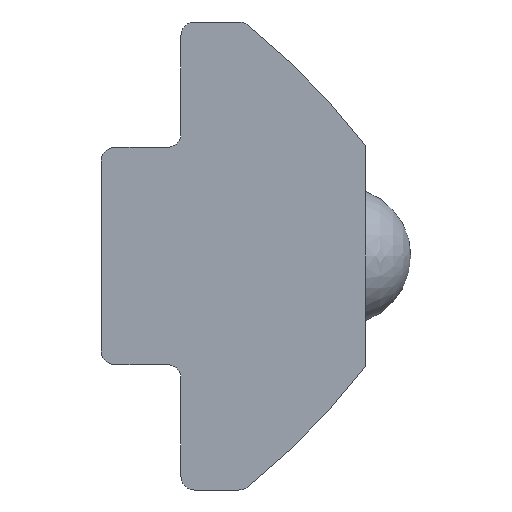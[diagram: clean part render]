
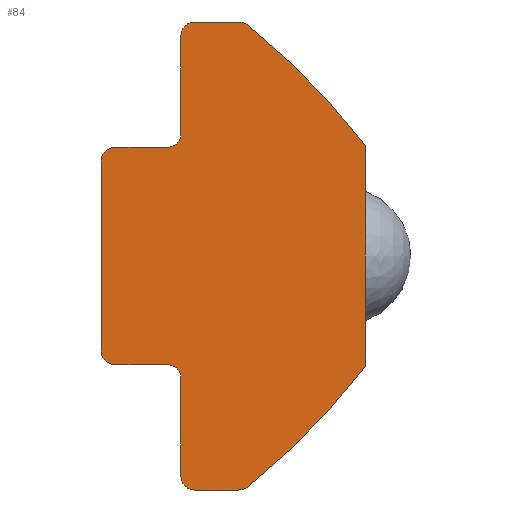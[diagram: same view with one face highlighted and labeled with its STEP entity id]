
A CAD part, left-side view. The second image highlights one B-rep face of the part: STEP entity #84.
In plain terms, the highlighted planar face has unit normal (-1, 0, 0).
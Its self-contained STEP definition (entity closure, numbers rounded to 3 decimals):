
#84 = ADVANCED_FACE( '', ( #173 ), #174, .F. );
#173 = FACE_OUTER_BOUND( '', #259, .T. );
#174 = PLANE( '', #260 );
#259 = EDGE_LOOP( '', ( #420, #421, #422, #423, #424, #425, #426, #427, #428, #429, #430, #431, #432, #433, #434, #435, #436, #437 ) );
#260 = AXIS2_PLACEMENT_3D( '', #438, #439, #440 );
#420 = ORIENTED_EDGE( '', *, *, #547, .F. );
#421 = ORIENTED_EDGE( '', *, *, #510, .F. );
#422 = ORIENTED_EDGE( '', *, *, #563, .T. );
#423 = ORIENTED_EDGE( '', *, *, #555, .F. );
#424 = ORIENTED_EDGE( '', *, *, #533, .F. );
#425 = ORIENTED_EDGE( '', *, *, #526, .F. );
#426 = ORIENTED_EDGE( '', *, *, #500, .F. );
#427 = ORIENTED_EDGE( '', *, *, #530, .F. );
#428 = ORIENTED_EDGE( '', *, *, #505, .T. );
#429 = ORIENTED_EDGE( '', *, *, #539, .F. );
#430 = ORIENTED_EDGE( '', *, *, #515, .F. );
#431 = ORIENTED_EDGE( '', *, *, #551, .F. );
#432 = ORIENTED_EDGE( '', *, *, #559, .F. );
#433 = ORIENTED_EDGE( '', *, *, #566, .F. );
#434 = ORIENTED_EDGE( '', *, *, #542, .F. );
#435 = ORIENTED_EDGE( '', *, *, #567, .F. );
#436 = ORIENTED_EDGE( '', *, *, #520, .F. );
#437 = ORIENTED_EDGE( '', *, *, #568, .F. );
#438 = CARTESIAN_POINT( '', ( 0., 6.2, 8. ) );
#439 = DIRECTION( '', ( 1., 0., 0. ) );
#440 = DIRECTION( '', ( 0., 0., -1. ) );
#500 = EDGE_CURVE( '', #586, #587, #588, .T. );
#505 = EDGE_CURVE( '', #595, #596, #597, .T. );
#510 = EDGE_CURVE( '', #604, #605, #606, .T. );
#515 = EDGE_CURVE( '', #613, #614, #615, .T. );
#520 = EDGE_CURVE( '', #622, #623, #624, .T. );
#526 = EDGE_CURVE( '', #587, #633, #634, .T. );
#530 = EDGE_CURVE( '', #595, #586, #639, .T. );
#533 = EDGE_CURVE( '', #633, #642, #643, .T. );
#539 = EDGE_CURVE( '', #614, #596, #651, .T. );
#542 = EDGE_CURVE( '', #654, #655, #656, .T. );
#547 = EDGE_CURVE( '', #605, #663, #664, .T. );
#551 = EDGE_CURVE( '', #669, #613, #670, .T. );
#555 = EDGE_CURVE( '', #642, #675, #676, .T. );
#559 = EDGE_CURVE( '', #681, #669, #682, .T. );
#563 = EDGE_CURVE( '', #604, #675, #687, .T. );
#566 = EDGE_CURVE( '', #655, #681, #690, .T. );
#567 = EDGE_CURVE( '', #623, #654, #691, .T. );
#568 = EDGE_CURVE( '', #663, #622, #692, .T. );
#586 = VERTEX_POINT( '', #710 );
#587 = VERTEX_POINT( '', #711 );
#588 = CIRCLE( '', #712, 0.5 );
#595 = VERTEX_POINT( '', #721 );
#596 = VERTEX_POINT( '', #722 );
#597 = CIRCLE( '', #723, 0.5 );
#604 = VERTEX_POINT( '', #732 );
#605 = VERTEX_POINT( '', #733 );
#606 = LINE( '', #734, #735 );
#613 = VERTEX_POINT( '', #745 );
#614 = VERTEX_POINT( '', #746 );
#615 = CIRCLE( '', #747, 0.5 );
#622 = VERTEX_POINT( '', #756 );
#623 = VERTEX_POINT( '', #757 );
#624 = CIRCLE( '', #758, 0.5 );
#633 = VERTEX_POINT( '', #769 );
#634 = LINE( '', #770, #771 );
#639 = LINE( '', #778, #779 );
#642 = VERTEX_POINT( '', #783 );
#643 = CIRCLE( '', #784, 0.5 );
#651 = LINE( '', #793, #794 );
#654 = VERTEX_POINT( '', #798 );
#655 = VERTEX_POINT( '', #799 );
#656 = LINE( '', #800, #801 );
#663 = VERTEX_POINT( '', #811 );
#664 = CIRCLE( '', #812, 0.5 );
#669 = VERTEX_POINT( '', #818 );
#670 = LINE( '', #819, #820 );
#675 = VERTEX_POINT( '', #827 );
#676 = LINE( '', #828, #829 );
#681 = VERTEX_POINT( '', #836 );
#682 = CIRCLE( '', #837, 0.5 );
#687 = CIRCLE( '', #843, 0.5 );
#690 = CIRCLE( '', #846, 24.5 );
#691 = CIRCLE( '', #847, 24.5 );
#692 = LINE( '', #848, #849 );
#710 = CARTESIAN_POINT( '', ( 0., 9.1, -3.95 ) );
#711 = CARTESIAN_POINT( '', ( 0., 9.6, -3.45 ) );
#712 = AXIS2_PLACEMENT_3D( '', #868, #869, #870 );
#721 = CARTESIAN_POINT( '', ( 0., 7.2, -3.95 ) );
#722 = CARTESIAN_POINT( '', ( 0., 6.7, -4.45 ) );
#723 = AXIS2_PLACEMENT_3D( '', #876, #877, #878 );
#732 = CARTESIAN_POINT( '', ( 0., 6.7, 4.45 ) );
#733 = CARTESIAN_POINT( '', ( 0., 6.7, 8. ) );
#734 = CARTESIAN_POINT( '', ( 0., 6.7, 4.45 ) );
#735 = VECTOR( '', #884, 1000. );
#745 = CARTESIAN_POINT( '', ( 0., 6.2, -8.5 ) );
#746 = CARTESIAN_POINT( '', ( 0., 6.7, -8. ) );
#747 = AXIS2_PLACEMENT_3D( '', #888, #889, #890 );
#756 = CARTESIAN_POINT( '', ( 0., 4.6, 8.5 ) );
#757 = CARTESIAN_POINT( '', ( 0., 4.3, 8.4 ) );
#758 = AXIS2_PLACEMENT_3D( '', #896, #897, #898 );
#769 = CARTESIAN_POINT( '', ( 0., 9.6, 3.45 ) );
#770 = CARTESIAN_POINT( '', ( 0., 9.6, -3.45 ) );
#771 = VECTOR( '', #907, 1000. );
#778 = CARTESIAN_POINT( '', ( 0., 7.2, -3.95 ) );
#779 = VECTOR( '', #910, 1000. );
#783 = CARTESIAN_POINT( '', ( 0., 9.1, 3.95 ) );
#784 = AXIS2_PLACEMENT_3D( '', #912, #913, #914 );
#793 = CARTESIAN_POINT( '', ( 0., 6.7, -8. ) );
#794 = VECTOR( '', #922, 1000. );
#798 = CARTESIAN_POINT( '', ( 0., 0., 4. ) );
#799 = CARTESIAN_POINT( '', ( 0., 0., -4. ) );
#800 = CARTESIAN_POINT( '', ( 0., 0., 4. ) );
#801 = VECTOR( '', #924, 1000. );
#811 = CARTESIAN_POINT( '', ( 0., 6.2, 8.5 ) );
#812 = AXIS2_PLACEMENT_3D( '', #928, #929, #930 );
#818 = CARTESIAN_POINT( '', ( 0., 4.6, -8.5 ) );
#819 = CARTESIAN_POINT( '', ( 0., 4.6, -8.5 ) );
#820 = VECTOR( '', #935, 1000. );
#827 = CARTESIAN_POINT( '', ( 0., 7.2, 3.95 ) );
#828 = CARTESIAN_POINT( '', ( 0., 9.1, 3.95 ) );
#829 = VECTOR( '', #938, 1000. );
#836 = CARTESIAN_POINT( '', ( 0., 4.3, -8.4 ) );
#837 = AXIS2_PLACEMENT_3D( '', #941, #942, #943 );
#843 = AXIS2_PLACEMENT_3D( '', #948, #949, #950 );
#846 = AXIS2_PLACEMENT_3D( '', #954, #955, #956 );
#847 = AXIS2_PLACEMENT_3D( '', #957, #958, #959 );
#848 = CARTESIAN_POINT( '', ( 0., 6.2, 8.5 ) );
#849 = VECTOR( '', #960, 1000. );
#868 = CARTESIAN_POINT( '', ( 0., 9.1, -3.45 ) );
#869 = DIRECTION( '', ( 1., 0., 0. ) );
#870 = DIRECTION( '', ( 0., 0., -1. ) );
#876 = CARTESIAN_POINT( '', ( 0., 7.2, -4.45 ) );
#877 = DIRECTION( '', ( 1., 0., 0. ) );
#878 = DIRECTION( '', ( 0., 0., -1. ) );
#884 = DIRECTION( '', ( 0., 0., 1. ) );
#888 = CARTESIAN_POINT( '', ( 0., 6.2, -8. ) );
#889 = DIRECTION( '', ( 1., 0., 0. ) );
#890 = DIRECTION( '', ( 0., 0., -1. ) );
#896 = CARTESIAN_POINT( '', ( 0., 4.6, 8. ) );
#897 = DIRECTION( '', ( 1., 0., 0. ) );
#898 = DIRECTION( '', ( 0., 0., -1. ) );
#907 = DIRECTION( '', ( 0., 0., 1. ) );
#910 = DIRECTION( '', ( 0., 1., 0. ) );
#912 = CARTESIAN_POINT( '', ( 0., 9.1, 3.45 ) );
#913 = DIRECTION( '', ( 1., 0., 0. ) );
#914 = DIRECTION( '', ( 0., 0., -1. ) );
#922 = DIRECTION( '', ( 0., 0., 1. ) );
#924 = DIRECTION( '', ( 0., 0., -1. ) );
#928 = CARTESIAN_POINT( '', ( 0., 6.2, 8. ) );
#929 = DIRECTION( '', ( 1., 0., 0. ) );
#930 = DIRECTION( '', ( 0., 0., -1. ) );
#935 = DIRECTION( '', ( 0., 1., 0. ) );
#938 = DIRECTION( '', ( 0., -1., 0. ) );
#941 = CARTESIAN_POINT( '', ( 0., 4.6, -8. ) );
#942 = DIRECTION( '', ( 1., 0., 0. ) );
#943 = DIRECTION( '', ( 0., 0., -1. ) );
#948 = CARTESIAN_POINT( '', ( 0., 7.2, 4.45 ) );
#949 = DIRECTION( '', ( 1., 0., 0. ) );
#950 = DIRECTION( '', ( 0., 0., -1. ) );
#954 = CARTESIAN_POINT( '', ( 0., 19.533, 10.788 ) );
#955 = DIRECTION( '', ( 1., 0., 0. ) );
#956 = DIRECTION( '', ( 0., 0., -1. ) );
#957 = CARTESIAN_POINT( '', ( 0., 19.533, -10.788 ) );
#958 = DIRECTION( '', ( 1., 0., 0. ) );
#959 = DIRECTION( '', ( 0., 0., -1. ) );
#960 = DIRECTION( '', ( 0., -1., 0. ) );
